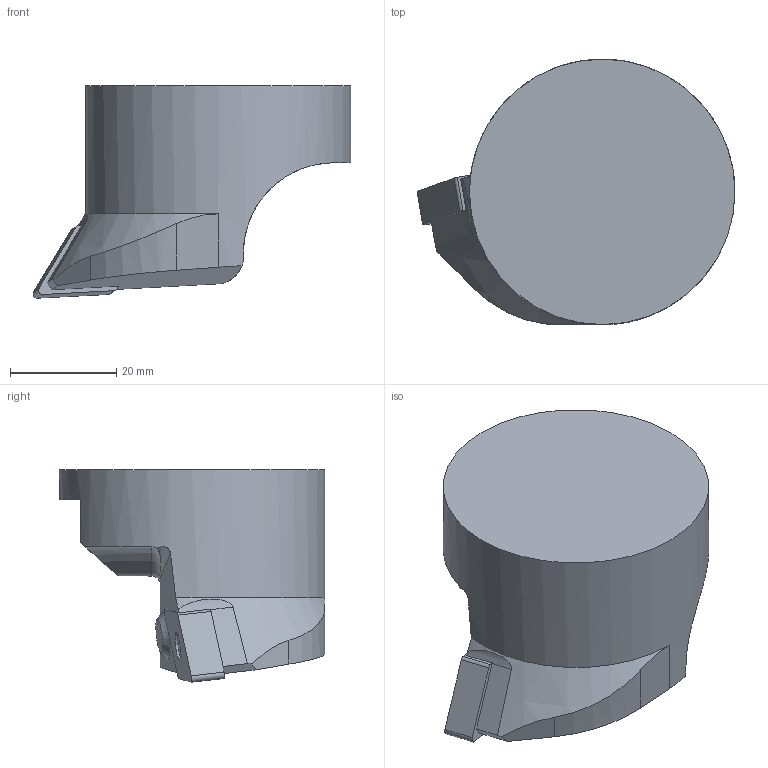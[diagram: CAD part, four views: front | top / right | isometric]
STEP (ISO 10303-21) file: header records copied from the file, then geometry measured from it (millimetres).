
FILE_DESCRIPTION(/* description */ (''),/* implementation_level */ '2;1');
FILE_NAME(/* name */ '1642055677670.stp',/* time_stamp */ '2022-01-13T12:05:11+06:00',/* author */ (''),/* organization */ ('SMS'),/* preprocessor_version */ 'ST-DEVELOPER v16.7',/* originating_system */ 'SIEMENS PLM Software NX 12.0',/* authorisation */ '');
FILE_SCHEMA (('AUTOMOTIVE_DESIGN { 1 0 10303 214 3 1 1 1 }'));
Length unit declared in the file: millimetre
Products named in the file (4): ASSEMBLY_CONSTRUCTION; IsoTurningInsert; 201778054mod000_01; 201778052mod000_01
Assembly tree (3 placements, depth 2):
  201778052mod000_01
    201778054mod000_01
    IsoTurningInsert
    ASSEMBLY_CONSTRUCTION
Bounding box: 59.87 x 50 x 40 mm (x, y, z)
Volume: 48855.1 mm3; surface area: 9621.2 mm2
Topology: 2 solids, 2 shells, 50 faces, 131 edges, 94 vertices
Faces by surface type: plane 27, cylinder 18, torus 3, cone 2
Full cylindrical faces by diameter (mm): 5.156 x2, 50 x1
Entity records: 1830 total; most frequent: CARTESIAN_POINT 427, DIRECTION 277, ORIENTED_EDGE 246, EDGE_CURVE 123, AXIS2_PLACEMENT_3D 110, VERTEX_POINT 83, EDGE_LOOP 58, LINE 57
